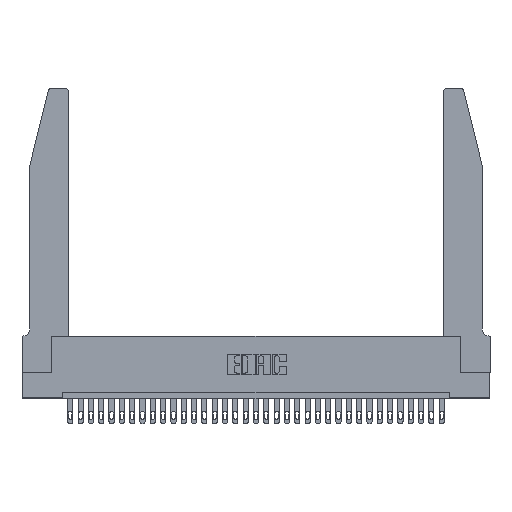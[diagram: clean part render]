
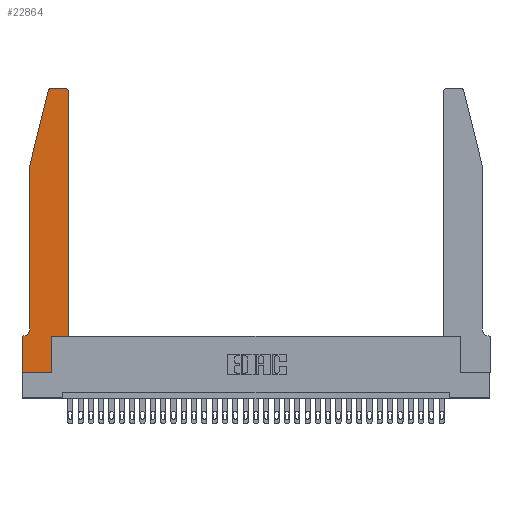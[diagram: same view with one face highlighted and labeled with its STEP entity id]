
A CAD part, top view. The second image highlights one B-rep face of the part: STEP entity #22864.
In plain terms, the highlighted planar face has unit normal (0, 0, 1).
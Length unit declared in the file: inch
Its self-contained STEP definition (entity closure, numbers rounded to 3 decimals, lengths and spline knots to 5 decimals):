
#459 = AXIS2_PLACEMENT_3D ( 'NONE', #3115, #6375, #3923 ) ;
#1062 = VERTEX_POINT ( 'NONE', #23010 ) ;
#1244 = CARTESIAN_POINT ( 'NONE',  ( 0.0755, 0.42, 0.37 ) ) ;
#1382 = ORIENTED_EDGE ( 'NONE', *, *, #19749, .T. ) ;
#2141 = VECTOR ( 'NONE', #28721, 39.37008 ) ;
#2528 = CARTESIAN_POINT ( 'NONE',  ( 0.284, 2.75, 0.37 ) ) ;
#2943 = LINE ( 'NONE', #13456, #2141 ) ;
#3115 = CARTESIAN_POINT ( 'NONE',  ( 0., 0.35, 0.37 ) ) ;
#3295 = ORIENTED_EDGE ( 'NONE', *, *, #31184, .T. ) ;
#3467 = CARTESIAN_POINT ( 'NONE',  ( 0.4205, 2.75, 0.37 ) ) ;
#3534 = LINE ( 'NONE', #4868, #23143 ) ;
#3584 = CARTESIAN_POINT ( 'NONE',  ( 0.0055, 0.35, 0.37 ) ) ;
#3923 = DIRECTION ( 'NONE',  ( 1., 0., 0. ) ) ;
#3980 = CARTESIAN_POINT ( 'NONE',  ( 0., 0., 0.37 ) ) ;
#4062 = DIRECTION ( 'NONE',  ( 1., 0., 0. ) ) ;
#4221 = LINE ( 'NONE', #22261, #29491 ) ;
#4373 = VERTEX_POINT ( 'NONE', #3467 ) ;
#4630 = CARTESIAN_POINT ( 'NONE',  ( 0.0755, 0.35, 0.37 ) ) ;
#4708 = VERTEX_POINT ( 'NONE', #20238 ) ;
#4868 = CARTESIAN_POINT ( 'NONE',  ( 0., 0., 0.37 ) ) ;
#4896 = EDGE_CURVE ( 'NONE', #10930, #6955, #4221, .T. ) ;
#4911 = EDGE_CURVE ( 'NONE', #24234, #10070, #15780, .T. ) ;
#4961 = VECTOR ( 'NONE', #31586, 39.37008 ) ;
#5497 = VERTEX_POINT ( 'NONE', #20145 ) ;
#5865 = ORIENTED_EDGE ( 'NONE', *, *, #4911, .T. ) ;
#5900 = ORIENTED_EDGE ( 'NONE', *, *, #4896, .T. ) ;
#6375 = DIRECTION ( 'NONE',  ( 0., 0., 1. ) ) ;
#6955 = VERTEX_POINT ( 'NONE', #22884 ) ;
#7135 = EDGE_CURVE ( 'NONE', #4708, #22265, #17320, .T. ) ;
#7425 = CARTESIAN_POINT ( 'NONE',  ( 0.0755, 2., 0.37 ) ) ;
#7536 = DIRECTION ( 'NONE',  ( -1., 0., 0. ) ) ;
#8032 = CARTESIAN_POINT ( 'NONE',  ( 0.2865, 0.35, 0.37 ) ) ;
#8111 = PLANE ( 'NONE',  #459 ) ;
#10070 = VERTEX_POINT ( 'NONE', #3584 ) ;
#10930 = VERTEX_POINT ( 'NONE', #3980 ) ;
#11551 = LINE ( 'NONE', #7425, #13990 ) ;
#11618 = CARTESIAN_POINT ( 'NONE',  ( 0.2865, 0.35, 0.37 ) ) ;
#11836 = DIRECTION ( 'NONE',  ( 0., 0., 1. ) ) ;
#12090 = LINE ( 'NONE', #16428, #4961 ) ;
#12116 = LINE ( 'NONE', #11618, #14543 ) ;
#12280 = DIRECTION ( 'NONE',  ( -1., 0., 0. ) ) ;
#12561 = DIRECTION ( 'NONE',  ( -0.239, -0.971, 0. ) ) ;
#13429 = EDGE_CURVE ( 'NONE', #30416, #1062, #25149, .T. ) ;
#13431 = VERTEX_POINT ( 'NONE', #8032 ) ;
#13456 = CARTESIAN_POINT ( 'NONE',  ( 0.2605, 2.75, 0.37 ) ) ;
#13499 = DIRECTION ( 'NONE',  ( 1., 0., 0. ) ) ;
#13990 = VECTOR ( 'NONE', #12561, 39.37008 ) ;
#14543 = VECTOR ( 'NONE', #24313, 39.37008 ) ;
#14890 = EDGE_CURVE ( 'NONE', #10070, #26417, #26681, .T. ) ;
#15780 = CIRCLE ( 'NONE', #25164, 0.07 ) ;
#16068 = VECTOR ( 'NONE', #23670, 39.37008 ) ;
#16428 = CARTESIAN_POINT ( 'NONE',  ( 0.0755, 2., 0.37 ) ) ;
#16590 = ORIENTED_EDGE ( 'NONE', *, *, #29351, .T. ) ;
#16803 = CARTESIAN_POINT ( 'NONE',  ( 0.284, 2.72, 0.37 ) ) ;
#16953 = CARTESIAN_POINT ( 'NONE',  ( 0., 0.35, 0.37 ) ) ;
#17292 = DIRECTION ( 'NONE',  ( 1., 0., 0. ) ) ;
#17320 = LINE ( 'NONE', #23089, #16068 ) ;
#17913 = VECTOR ( 'NONE', #17292, 39.37008 ) ;
#18516 = ORIENTED_EDGE ( 'NONE', *, *, #23638, .T. ) ;
#18688 = CARTESIAN_POINT ( 'NONE',  ( 0.4205, 2.72, 0.37 ) ) ;
#19256 = ORIENTED_EDGE ( 'NONE', *, *, #21308, .T. ) ;
#19435 = FACE_OUTER_BOUND ( 'NONE', #29088, .T. ) ;
#19749 = EDGE_CURVE ( 'NONE', #1062, #5497, #11551, .T. ) ;
#20145 = CARTESIAN_POINT ( 'NONE',  ( 0.0755, 2., 0.37 ) ) ;
#20238 = CARTESIAN_POINT ( 'NONE',  ( 0.4505, 0.35, 0.37 ) ) ;
#21308 = EDGE_CURVE ( 'NONE', #13431, #4708, #29170, .T. ) ;
#22222 = CIRCLE ( 'NONE', #22899, 0.03 ) ;
#22261 = CARTESIAN_POINT ( 'NONE',  ( 0., 0., 0.37 ) ) ;
#22265 = VERTEX_POINT ( 'NONE', #32877 ) ;
#22576 = ORIENTED_EDGE ( 'NONE', *, *, #14890, .T. ) ;
#22864 = ADVANCED_FACE ( 'NONE', ( #19435 ), #8111, .T. ) ;
#22884 = CARTESIAN_POINT ( 'NONE',  ( 0.2865, 0., 0.37 ) ) ;
#22899 = AXIS2_PLACEMENT_3D ( 'NONE', #18688, #31496, #13499 ) ;
#22904 = CARTESIAN_POINT ( 'NONE',  ( 0.0055, 0.42, 0.37 ) ) ;
#23010 = CARTESIAN_POINT ( 'NONE',  ( 0.25487, 2.72718, 0.37 ) ) ;
#23089 = CARTESIAN_POINT ( 'NONE',  ( 0.4505, 0.35, 0.37 ) ) ;
#23143 = VECTOR ( 'NONE', #28128, 39.37008 ) ;
#23638 = EDGE_CURVE ( 'NONE', #6955, #13431, #12116, .T. ) ;
#23670 = DIRECTION ( 'NONE',  ( 0., 1., 0. ) ) ;
#24040 = EDGE_CURVE ( 'NONE', #5497, #24234, #12090, .T. ) ;
#24234 = VERTEX_POINT ( 'NONE', #1244 ) ;
#24313 = DIRECTION ( 'NONE',  ( 0., 1., 0. ) ) ;
#25034 = DIRECTION ( 'NONE',  ( 1., 0., 0. ) ) ;
#25141 = DIRECTION ( 'NONE',  ( 0., 0., -1. ) ) ;
#25149 = CIRCLE ( 'NONE', #26431, 0.03 ) ;
#25164 = AXIS2_PLACEMENT_3D ( 'NONE', #22904, #25141, #7536 ) ;
#25600 = ORIENTED_EDGE ( 'NONE', *, *, #24040, .T. ) ;
#26417 = VERTEX_POINT ( 'NONE', #16953 ) ;
#26431 = AXIS2_PLACEMENT_3D ( 'NONE', #16803, #11836, #4062 ) ;
#26681 = LINE ( 'NONE', #4630, #31100 ) ;
#26796 = ORIENTED_EDGE ( 'NONE', *, *, #13429, .T. ) ;
#28128 = DIRECTION ( 'NONE',  ( 0., -1., 0. ) ) ;
#28721 = DIRECTION ( 'NONE',  ( -1., 0., 0. ) ) ;
#29088 = EDGE_LOOP ( 'NONE', ( #29502, #26796, #1382, #25600, #5865, #22576, #16590, #5900, #18516, #19256, #32795, #3295 ) ) ;
#29170 = LINE ( 'NONE', #30080, #17913 ) ;
#29351 = EDGE_CURVE ( 'NONE', #26417, #10930, #3534, .T. ) ;
#29491 = VECTOR ( 'NONE', #25034, 39.37008 ) ;
#29502 = ORIENTED_EDGE ( 'NONE', *, *, #31802, .T. ) ;
#30080 = CARTESIAN_POINT ( 'NONE',  ( 0.4505, 0.35, 0.37 ) ) ;
#30416 = VERTEX_POINT ( 'NONE', #2528 ) ;
#31100 = VECTOR ( 'NONE', #12280, 39.37008 ) ;
#31184 = EDGE_CURVE ( 'NONE', #22265, #4373, #22222, .T. ) ;
#31496 = DIRECTION ( 'NONE',  ( 0., 0., 1. ) ) ;
#31586 = DIRECTION ( 'NONE',  ( 0., -1., 0. ) ) ;
#31802 = EDGE_CURVE ( 'NONE', #4373, #30416, #2943, .T. ) ;
#32795 = ORIENTED_EDGE ( 'NONE', *, *, #7135, .T. ) ;
#32877 = CARTESIAN_POINT ( 'NONE',  ( 0.4505, 2.72, 0.37 ) ) ;
